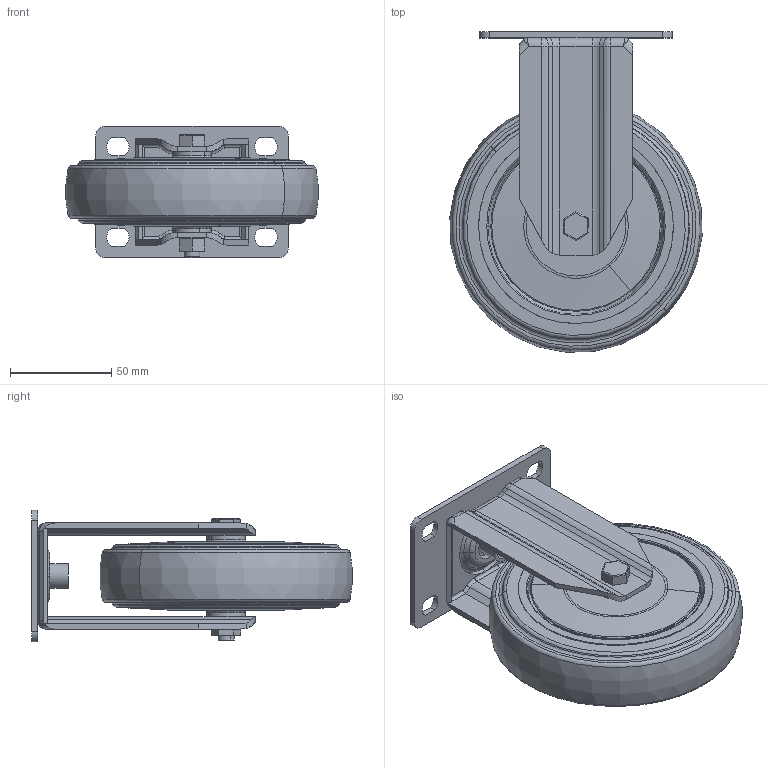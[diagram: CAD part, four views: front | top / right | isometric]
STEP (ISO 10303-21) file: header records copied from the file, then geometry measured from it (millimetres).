
FILE_DESCRIPTION (( 'STEP AP214' ), '1' );
FILE_NAME ('Plate Mt 125mm Fixed Caster-125kg(00DCA-3400-001-00).step', '2023-08-23T15:46:24', ( '' ), ( '' ), 'SwSTEP 2.0', 'SolidWorks 2020', '' );
FILE_SCHEMA (( 'AUTOMOTIVE_DESIGN' ));
Length unit declared in the file: millimetre
Products named in the file (1): Plate Mt 125mm Fixed Caster-125kg(00DCA-3400-001-00)
Bounding box: 124.32 x 157.96 x 65 mm (x, y, z)
Volume: 305270.1 mm3; surface area: 125702.7 mm2
Topology: 9 solids, 9 shells, 281 faces, 654 edges, 396 vertices
Faces by surface type: cylinder 118, plane 91, torus 56, cone 12, bspline 4
Entity records: 11339 total; most frequent: CARTESIAN_POINT 1686, DIRECTION 1426, ORIENTED_EDGE 1300, EDGE_CURVE 650, AXIS2_PLACEMENT_3D 564, VERTEX_POINT 396, EDGE_LOOP 316, VECTOR 298
